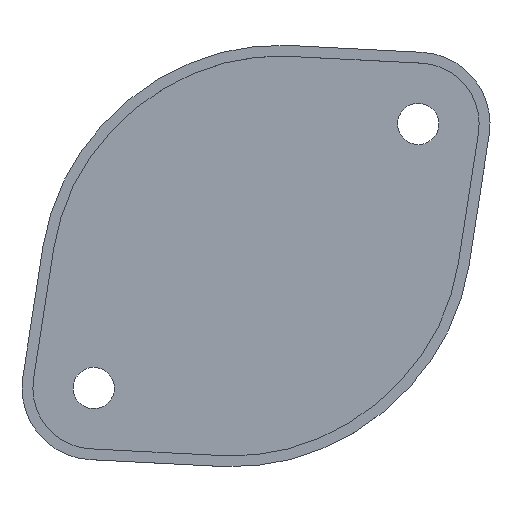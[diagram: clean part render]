
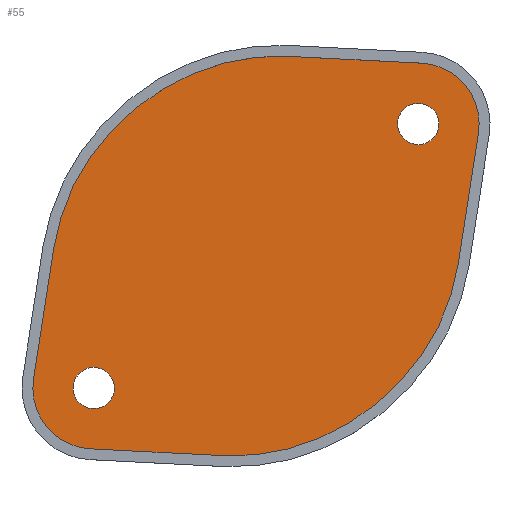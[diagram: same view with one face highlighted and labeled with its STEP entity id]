
A CAD part, top view. The second image highlights one B-rep face of the part: STEP entity #55.
In plain terms, the highlighted planar face has unit normal (0, 0, 1).
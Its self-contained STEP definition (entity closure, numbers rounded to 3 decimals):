
#55=ADVANCED_FACE('',(#228,#230,#232),#234,.T.);
#228=FACE_BOUND('',#229,.T.);
#229=EDGE_LOOP('',(#543,#544,#545,#546,#547,#548,#549,#550,#551,#552,#553,#554));
#230=FACE_BOUND('',#231,.T.);
#231=EDGE_LOOP('',(#555));
#232=FACE_BOUND('',#233,.T.);
#233=EDGE_LOOP('',(#556));
#234=PLANE('',#235);
#235=AXIS2_PLACEMENT_3D('',#236,#237,#238);
#236=CARTESIAN_POINT('',(0.,0.,0.));
#237=DIRECTION('',(0.,0.,1.));
#238=DIRECTION('',(-1.,0.,0.));
#543=ORIENTED_EDGE('',*,*,#746,.T.);
#544=ORIENTED_EDGE('',*,*,#747,.T.);
#545=ORIENTED_EDGE('',*,*,#748,.T.);
#546=ORIENTED_EDGE('',*,*,#749,.T.);
#547=ORIENTED_EDGE('',*,*,#750,.T.);
#548=ORIENTED_EDGE('',*,*,#751,.T.);
#549=ORIENTED_EDGE('',*,*,#752,.T.);
#550=ORIENTED_EDGE('',*,*,#753,.T.);
#551=ORIENTED_EDGE('',*,*,#754,.T.);
#552=ORIENTED_EDGE('',*,*,#755,.T.);
#553=ORIENTED_EDGE('',*,*,#756,.T.);
#554=ORIENTED_EDGE('',*,*,#757,.T.);
#555=ORIENTED_EDGE('',*,*,#758,.F.);
#556=ORIENTED_EDGE('',*,*,#759,.F.);
#746=EDGE_CURVE('',#863,#864,#865,.T.);
#747=EDGE_CURVE('',#864,#866,#867,.T.);
#748=EDGE_CURVE('',#866,#868,#869,.T.);
#749=EDGE_CURVE('',#868,#870,#871,.T.);
#750=EDGE_CURVE('',#870,#872,#873,.T.);
#751=EDGE_CURVE('',#872,#874,#875,.T.);
#752=EDGE_CURVE('',#874,#876,#877,.T.);
#753=EDGE_CURVE('',#876,#878,#879,.T.);
#754=EDGE_CURVE('',#878,#880,#881,.T.);
#755=EDGE_CURVE('',#880,#882,#883,.T.);
#756=EDGE_CURVE('',#882,#884,#885,.T.);
#757=EDGE_CURVE('',#884,#863,#886,.T.);
#758=EDGE_CURVE('',#887,#887,#888,.T.);
#759=EDGE_CURVE('',#889,#889,#890,.T.);
#863=VERTEX_POINT('',#1072);
#864=VERTEX_POINT('',#1073);
#865=LINE('',#1074,#1075);
#866=VERTEX_POINT('',#1077);
#867=CIRCLE('',#1078,5.6);
#868=VERTEX_POINT('',#1082);
#869=LINE('',#1083,#1084);
#870=VERTEX_POINT('',#1086);
#871=CIRCLE('',#1087,20.);
#872=VERTEX_POINT('',#1091);
#873=CIRCLE('',#1092,22.123);
#874=VERTEX_POINT('',#1096);
#875=CIRCLE('',#1097,20.);
#876=VERTEX_POINT('',#1101);
#877=LINE('',#1102,#1103);
#878=VERTEX_POINT('',#1105);
#879=CIRCLE('',#1106,5.6);
#880=VERTEX_POINT('',#1110);
#881=LINE('',#1111,#1112);
#882=VERTEX_POINT('',#1114);
#883=CIRCLE('',#1115,20.);
#884=VERTEX_POINT('',#1119);
#885=CIRCLE('',#1120,22.123);
#886=CIRCLE('',#1124,20.);
#887=VERTEX_POINT('',#1128);
#888=CIRCLE('',#1129,1.9);
#889=VERTEX_POINT('',#1133);
#890=CIRCLE('',#1134,1.9);
#1072=CARTESIAN_POINT('',(18.611,-0.705,0.));
#1073=CARTESIAN_POINT('',(20.465,11.295,0.));
#1074=CARTESIAN_POINT('',(18.611,-0.705,0.));
#1075=VECTOR('',#1076,1.);
#1076=DIRECTION('',(0.153,0.988,0.));
#1077=CARTESIAN_POINT('',(15.218,17.743,0.));
#1078=AXIS2_PLACEMENT_3D('',#1079,#1080,#1081);
#1079=CARTESIAN_POINT('',(14.931,12.151,0.));
#1080=DIRECTION('',(0.,0.,1.));
#1081=DIRECTION('',(0.988,-0.153,0.));
#1082=CARTESIAN_POINT('',(3.092,18.366,0.));
#1083=CARTESIAN_POINT('',(15.218,17.743,0.));
#1084=VECTOR('',#1085,1.);
#1085=DIRECTION('',(-0.999,0.051,0.));
#1086=CARTESIAN_POINT('',(-5.771,16.792,0.));
#1087=AXIS2_PLACEMENT_3D('',#1088,#1089,#1090);
#1088=CARTESIAN_POINT('',(2.066,-1.608,0.));
#1089=DIRECTION('',(0.,0.,1.));
#1090=DIRECTION('',(0.051,0.999,0.));
#1091=CARTESIAN_POINT('',(-15.27,9.063,0.));
#1092=AXIS2_PLACEMENT_3D('',#1093,#1094,#1095);
#1093=CARTESIAN_POINT('',(2.898,-3.561,0.));
#1094=DIRECTION('',(0.,0.,1.));
#1095=DIRECTION('',(-0.392,0.92,0.));
#1096=CARTESIAN_POINT('',(-18.611,0.705,0.));
#1097=AXIS2_PLACEMENT_3D('',#1098,#1099,#1100);
#1098=CARTESIAN_POINT('',(1.155,-2.35,0.));
#1099=DIRECTION('',(0.,0.,1.));
#1100=DIRECTION('',(-0.821,0.571,0.));
#1101=CARTESIAN_POINT('',(-20.465,-11.295,0.));
#1102=CARTESIAN_POINT('',(-18.611,0.705,0.));
#1103=VECTOR('',#1104,1.);
#1104=DIRECTION('',(-0.153,-0.988,0.));
#1105=CARTESIAN_POINT('',(-15.218,-17.743,0.));
#1106=AXIS2_PLACEMENT_3D('',#1107,#1108,#1109);
#1107=CARTESIAN_POINT('',(-14.931,-12.151,0.));
#1108=DIRECTION('',(0.,0.,1.));
#1109=DIRECTION('',(-0.988,0.153,0.));
#1110=CARTESIAN_POINT('',(-3.092,-18.366,0.));
#1111=CARTESIAN_POINT('',(-15.218,-17.743,0.));
#1112=VECTOR('',#1113,1.);
#1113=DIRECTION('',(0.999,-0.051,0.));
#1114=CARTESIAN_POINT('',(5.771,-16.792,0.));
#1115=AXIS2_PLACEMENT_3D('',#1116,#1117,#1118);
#1116=CARTESIAN_POINT('',(-2.066,1.608,0.));
#1117=DIRECTION('',(0.,0.,1.));
#1118=DIRECTION('',(-0.051,-0.999,0.));
#1119=CARTESIAN_POINT('',(15.27,-9.063,0.));
#1120=AXIS2_PLACEMENT_3D('',#1121,#1122,#1123);
#1121=CARTESIAN_POINT('',(-2.898,3.561,0.));
#1122=DIRECTION('',(0.,0.,1.));
#1123=DIRECTION('',(0.392,-0.92,0.));
#1124=AXIS2_PLACEMENT_3D('',#1125,#1126,#1127);
#1125=CARTESIAN_POINT('',(-1.155,2.35,0.));
#1126=DIRECTION('',(0.,0.,1.));
#1127=DIRECTION('',(0.821,-0.571,0.));
#1128=CARTESIAN_POINT('',(16.404,13.35,0.));
#1129=AXIS2_PLACEMENT_3D('',#1130,#1131,#1132);
#1130=CARTESIAN_POINT('',(14.931,12.151,0.));
#1131=DIRECTION('',(0.,0.,1.));
#1132=DIRECTION('',(0.776,0.631,0.));
#1133=CARTESIAN_POINT('',(-13.457,-10.951,0.));
#1134=AXIS2_PLACEMENT_3D('',#1135,#1136,#1137);
#1135=CARTESIAN_POINT('',(-14.931,-12.151,0.));
#1136=DIRECTION('',(0.,0.,1.));
#1137=DIRECTION('',(0.776,0.631,0.));
